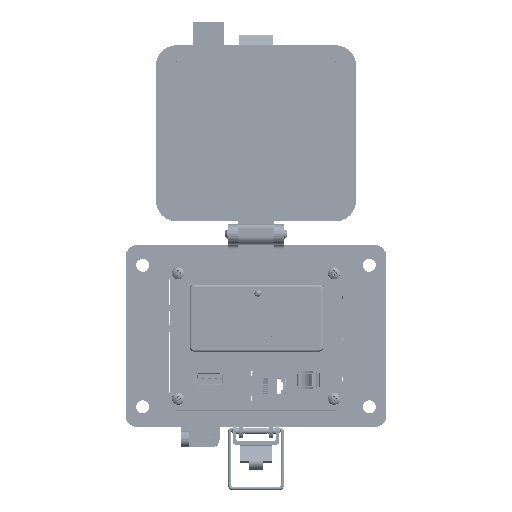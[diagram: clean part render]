
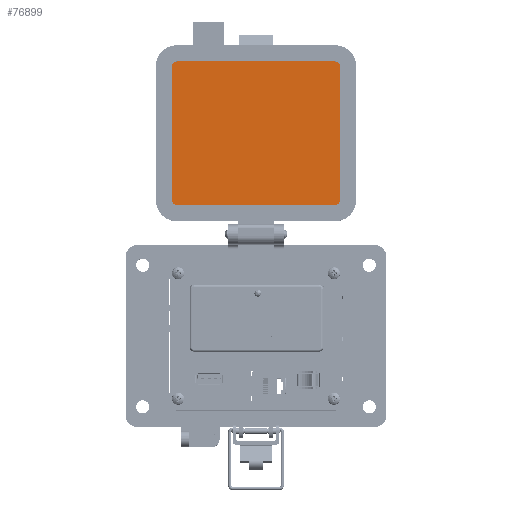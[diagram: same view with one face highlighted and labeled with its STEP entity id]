
A CAD part, top view. The second image highlights one B-rep face of the part: STEP entity #76899.
In plain terms, the highlighted planar face has unit normal (0, 0, 1).
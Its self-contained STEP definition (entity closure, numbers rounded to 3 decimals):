
#2953 = VECTOR ( 'NONE', #131101, 1000. ) ;
#4332 = CARTESIAN_POINT ( 'NONE',  ( 38.212, 126.389, 19.202 ) ) ;
#16083 = AXIS2_PLACEMENT_3D ( 'NONE', #38340, #132844, #51915 ) ;
#17336 = CIRCLE ( 'NONE', #16083, 2.299 ) ;
#19489 = VECTOR ( 'NONE', #132344, 1000. ) ;
#25174 = DIRECTION ( 'NONE',  ( 0., 0., 1. ) ) ;
#28830 = CARTESIAN_POINT ( 'NONE',  ( 38.212, 93.196, 19.202 ) ) ;
#30017 = ORIENTED_EDGE ( 'NONE', *, *, #87758, .F. ) ;
#30556 = DIRECTION ( 'NONE',  ( 0., 0., -1. ) ) ;
#33823 = FACE_OUTER_BOUND ( 'NONE', #173206, .T. ) ;
#34162 = ORIENTED_EDGE ( 'NONE', *, *, #38882, .F. ) ;
#34763 = VERTEX_POINT ( 'NONE', #105394 ) ;
#36079 = CARTESIAN_POINT ( 'NONE',  ( 35.912, 128.688, 19.202 ) ) ;
#38340 = CARTESIAN_POINT ( 'NONE',  ( -42.469, 126.389, 19.202 ) ) ;
#38882 = EDGE_CURVE ( 'NONE', #70866, #97413, #123256, .T. ) ;
#42255 = EDGE_CURVE ( 'NONE', #123869, #34763, #17336, .T. ) ;
#48644 = AXIS2_PLACEMENT_3D ( 'NONE', #51600, #146099, #65118 ) ;
#51600 = CARTESIAN_POINT ( 'NONE',  ( 35.912, 126.389, 19.202 ) ) ;
#51915 = DIRECTION ( 'NONE',  ( 0., -1., 0. ) ) ;
#53421 = CIRCLE ( 'NONE', #59829, 2.299 ) ;
#53795 = CARTESIAN_POINT ( 'NONE',  ( -44.769, 126.389, 19.202 ) ) ;
#53929 = ORIENTED_EDGE ( 'NONE', *, *, #42255, .F. ) ;
#59550 = LINE ( 'NONE', #123639, #163128 ) ;
#59646 = VERTEX_POINT ( 'NONE', #36079 ) ;
#59829 = AXIS2_PLACEMENT_3D ( 'NONE', #111429, #30556, #125028 ) ;
#63690 = CARTESIAN_POINT ( 'NONE',  ( -3.279, 57.705, 19.202 ) ) ;
#65005 = CIRCLE ( 'NONE', #48644, 2.299 ) ;
#65118 = DIRECTION ( 'NONE',  ( 1., 0., 0. ) ) ;
#67174 = EDGE_CURVE ( 'NONE', #34763, #59646, #59550, .T. ) ;
#67527 = EDGE_CURVE ( 'NONE', #159141, #123869, #122973, .T. ) ;
#67554 = DIRECTION ( 'NONE',  ( 0., 0., -1. ) ) ;
#70866 = VERTEX_POINT ( 'NONE', #96042 ) ;
#74465 = AXIS2_PLACEMENT_3D ( 'NONE', #105986, #25174, #119562 ) ;
#76899 = ADVANCED_FACE ( 'NONE', ( #33823 ), #132635, .T. ) ;
#82229 = EDGE_CURVE ( 'NONE', #158989, #70866, #53421, .T. ) ;
#84422 = ORIENTED_EDGE ( 'NONE', *, *, #90249, .F. ) ;
#87758 = EDGE_CURVE ( 'NONE', #97413, #159141, #108129, .T. ) ;
#87791 = LINE ( 'NONE', #28830, #100519 ) ;
#88984 = EDGE_CURVE ( 'NONE', #59646, #110801, #65005, .T. ) ;
#90249 = EDGE_CURVE ( 'NONE', #110801, #158989, #87791, .T. ) ;
#96042 = CARTESIAN_POINT ( 'NONE',  ( 35.912, 57.705, 19.202 ) ) ;
#97413 = VERTEX_POINT ( 'NONE', #130985 ) ;
#100519 = VECTOR ( 'NONE', #162876, 1000. ) ;
#105394 = CARTESIAN_POINT ( 'NONE',  ( -42.469, 128.688, 19.202 ) ) ;
#105986 = CARTESIAN_POINT ( 'NONE',  ( 39.871, 130.108, 19.202 ) ) ;
#108129 = CIRCLE ( 'NONE', #135571, 2.299 ) ;
#110801 = VERTEX_POINT ( 'NONE', #4332 ) ;
#111429 = CARTESIAN_POINT ( 'NONE',  ( 35.912, 60.004, 19.202 ) ) ;
#114441 = ORIENTED_EDGE ( 'NONE', *, *, #67527, .F. ) ;
#118154 = CARTESIAN_POINT ( 'NONE',  ( -44.769, 60.004, 19.202 ) ) ;
#119259 = CARTESIAN_POINT ( 'NONE',  ( -44.769, 93.196, 19.202 ) ) ;
#119562 = DIRECTION ( 'NONE',  ( -1., 0., 0. ) ) ;
#122112 = ORIENTED_EDGE ( 'NONE', *, *, #67174, .F. ) ;
#122778 = ORIENTED_EDGE ( 'NONE', *, *, #88984, .F. ) ;
#122973 = LINE ( 'NONE', #119259, #19489 ) ;
#123256 = LINE ( 'NONE', #63690, #2953 ) ;
#123639 = CARTESIAN_POINT ( 'NONE',  ( -3.279, 128.688, 19.202 ) ) ;
#123869 = VERTEX_POINT ( 'NONE', #53795 ) ;
#125028 = DIRECTION ( 'NONE',  ( 0., -1., 0. ) ) ;
#130985 = CARTESIAN_POINT ( 'NONE',  ( -42.469, 57.705, 19.202 ) ) ;
#131101 = DIRECTION ( 'NONE',  ( -1., 0., 0. ) ) ;
#132344 = DIRECTION ( 'NONE',  ( 0., 1., 0. ) ) ;
#132635 = PLANE ( 'NONE',  #74465 ) ;
#132844 = DIRECTION ( 'NONE',  ( 0., 0., -1. ) ) ;
#135571 = AXIS2_PLACEMENT_3D ( 'NONE', #148526, #67554, #162149 ) ;
#140722 = CARTESIAN_POINT ( 'NONE',  ( 38.212, 60.004, 19.202 ) ) ;
#146099 = DIRECTION ( 'NONE',  ( 0., 0., -1. ) ) ;
#147826 = ORIENTED_EDGE ( 'NONE', *, *, #82229, .F. ) ;
#148526 = CARTESIAN_POINT ( 'NONE',  ( -42.469, 60.004, 19.202 ) ) ;
#158989 = VERTEX_POINT ( 'NONE', #140722 ) ;
#159141 = VERTEX_POINT ( 'NONE', #118154 ) ;
#162149 = DIRECTION ( 'NONE',  ( 1., 0., 0. ) ) ;
#162876 = DIRECTION ( 'NONE',  ( 0., -1., 0. ) ) ;
#163128 = VECTOR ( 'NONE', #164389, 1000. ) ;
#164389 = DIRECTION ( 'NONE',  ( 1., 0., 0. ) ) ;
#173206 = EDGE_LOOP ( 'NONE', ( #147826, #84422, #122778, #122112, #53929, #114441, #30017, #34162 ) ) ;
